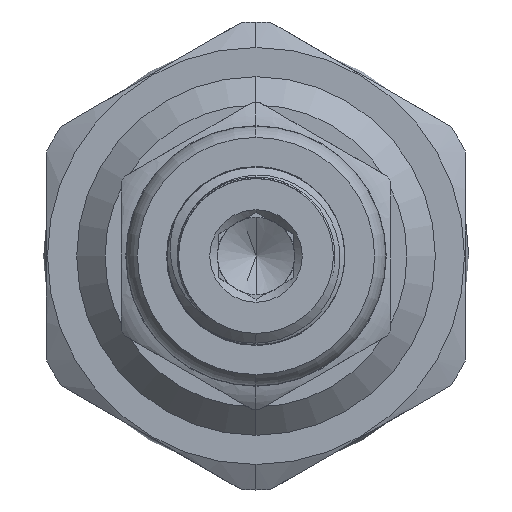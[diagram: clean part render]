
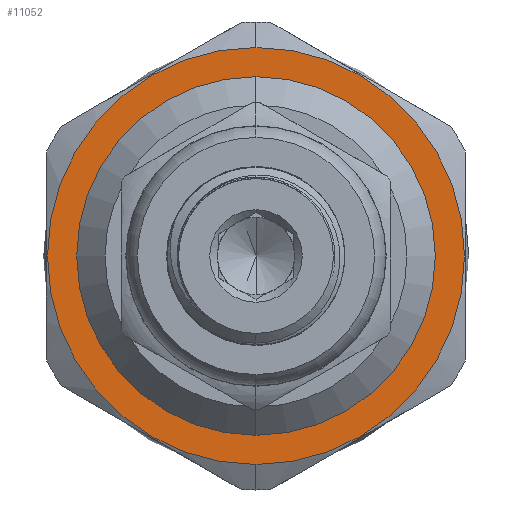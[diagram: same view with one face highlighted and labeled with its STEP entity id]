
A CAD part, left-side view. The second image highlights one B-rep face of the part: STEP entity #11052.
In plain terms, the highlighted planar face has unit normal (-1, 0, 0).
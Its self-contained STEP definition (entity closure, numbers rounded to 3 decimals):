
#71 = CIRCLE ( 'NONE', #7962, 11.05 ) ;
#226 = VERTEX_POINT ( 'NONE', #2271 ) ;
#289 = VERTEX_POINT ( 'NONE', #15387 ) ;
#374 = ORIENTED_EDGE ( 'NONE', *, *, #9186, .F. ) ;
#723 = DIRECTION ( 'NONE',  ( 0., 0., 1. ) ) ;
#1114 = CARTESIAN_POINT ( 'NONE',  ( 12., 0., 0. ) ) ;
#1336 = CARTESIAN_POINT ( 'NONE',  ( 12., 0., -11.05 ) ) ;
#2241 = DIRECTION ( 'NONE',  ( 0., 0., -1. ) ) ;
#2271 = CARTESIAN_POINT ( 'NONE',  ( 12., 0., -9.5 ) ) ;
#2392 = DIRECTION ( 'NONE',  ( 1., 0., 0. ) ) ;
#2493 = CARTESIAN_POINT ( 'NONE',  ( 12., 0., 0. ) ) ;
#3566 = EDGE_CURVE ( 'NONE', #226, #289, #12107, .T. ) ;
#4321 = AXIS2_PLACEMENT_3D ( 'NONE', #16147, #8401, #2241 ) ;
#4966 = ORIENTED_EDGE ( 'NONE', *, *, #11144, .F. ) ;
#5642 = VERTEX_POINT ( 'NONE', #1336 ) ;
#5851 = CARTESIAN_POINT ( 'NONE',  ( 12., 9.5, 0. ) ) ;
#6083 = DIRECTION ( 'NONE',  ( 1., 0., 0. ) ) ;
#6645 = EDGE_CURVE ( 'NONE', #289, #226, #12466, .T. ) ;
#7068 = VERTEX_POINT ( 'NONE', #8483 ) ;
#7299 = EDGE_LOOP ( 'NONE', ( #4966, #374 ) ) ;
#7566 = CARTESIAN_POINT ( 'NONE',  ( 12., 0., 0. ) ) ;
#7783 = DIRECTION ( 'NONE',  ( 0., 0., -1. ) ) ;
#7962 = AXIS2_PLACEMENT_3D ( 'NONE', #7566, #6083, #13858 ) ;
#8401 = DIRECTION ( 'NONE',  ( 1., 0., 0. ) ) ;
#8464 = FACE_BOUND ( 'NONE', #11801, .T. ) ;
#8483 = CARTESIAN_POINT ( 'NONE',  ( 12., 0., 11.05 ) ) ;
#8563 = PLANE ( 'NONE',  #12911 ) ;
#9186 = EDGE_CURVE ( 'NONE', #7068, #5642, #14700, .T. ) ;
#9757 = AXIS2_PLACEMENT_3D ( 'NONE', #1114, #2392, #7783 ) ;
#9850 = DIRECTION ( 'NONE',  ( -1., 0., 0. ) ) ;
#11052 = ADVANCED_FACE ( 'NONE', ( #8464, #12700 ), #8563, .T. ) ;
#11144 = EDGE_CURVE ( 'NONE', #5642, #7068, #71, .T. ) ;
#11801 = EDGE_LOOP ( 'NONE', ( #12197, #12632 ) ) ;
#12107 = CIRCLE ( 'NONE', #4321, 9.5 ) ;
#12197 = ORIENTED_EDGE ( 'NONE', *, *, #3566, .T. ) ;
#12466 = CIRCLE ( 'NONE', #9757, 9.5 ) ;
#12632 = ORIENTED_EDGE ( 'NONE', *, *, #6645, .T. ) ;
#12645 = DIRECTION ( 'NONE',  ( 0., 0., -1. ) ) ;
#12700 = FACE_OUTER_BOUND ( 'NONE', #7299, .T. ) ;
#12911 = AXIS2_PLACEMENT_3D ( 'NONE', #5851, #9850, #723 ) ;
#13858 = DIRECTION ( 'NONE',  ( 0., 0., -1. ) ) ;
#14127 = DIRECTION ( 'NONE',  ( 1., 0., 0. ) ) ;
#14196 = AXIS2_PLACEMENT_3D ( 'NONE', #2493, #14127, #12645 ) ;
#14700 = CIRCLE ( 'NONE', #14196, 11.05 ) ;
#15387 = CARTESIAN_POINT ( 'NONE',  ( 12., 0., 9.5 ) ) ;
#16147 = CARTESIAN_POINT ( 'NONE',  ( 12., 0., 0. ) ) ;
